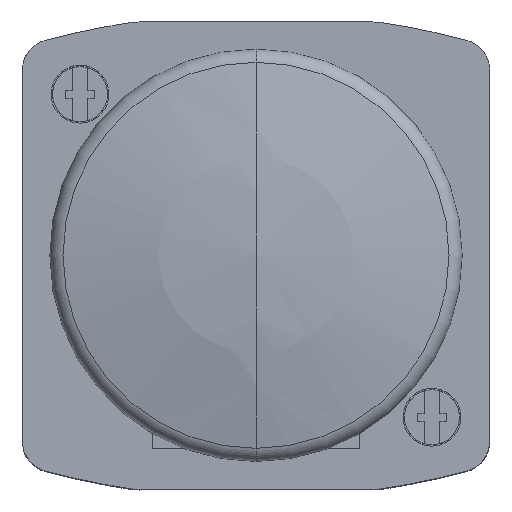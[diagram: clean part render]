
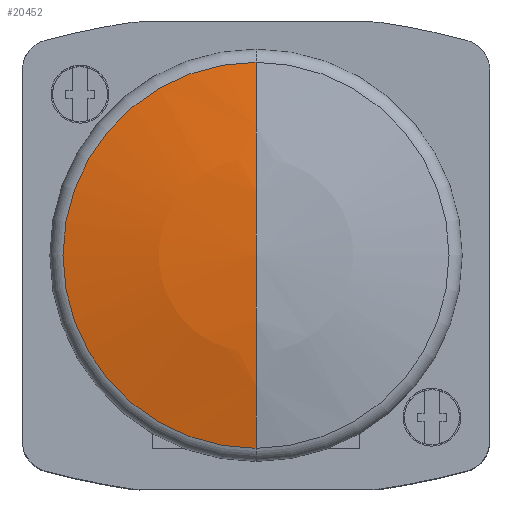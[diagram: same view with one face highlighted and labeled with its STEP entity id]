
A CAD part, top view. The second image highlights one B-rep face of the part: STEP entity #20452.
In plain terms, the highlighted spherical face has radius 120 mm.
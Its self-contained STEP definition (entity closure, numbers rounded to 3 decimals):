
#20175=CARTESIAN_POINT('',(34.,34.,83.389));
#20176=DIRECTION('',(0.,0.,-1.));
#20177=DIRECTION('',(0.,-1.,0.));
#20178=AXIS2_PLACEMENT_3D('',#20175,#20176,#20177);
#20180=CARTESIAN_POINT('',(34.,34.,
-33.278));
#20181=DIRECTION('',(1.,0.,0.));
#20182=DIRECTION('',(0.,0.,1.));
#20183=AXIS2_PLACEMENT_3D('',#20180,#20181,#20182);
#20185=CARTESIAN_POINT('',(34.,34.,
-33.278));
#20186=DIRECTION('',(-1.,0.,0.));
#20187=DIRECTION('',(0.,0.,1.));
#20188=AXIS2_PLACEMENT_3D('',#20185,#20186,#20187);
#20190=CARTESIAN_POINT('',(34.,34.,86.722));
#20191=CARTESIAN_POINT('',(34.,5.915,83.389));
#20192=VERTEX_POINT('',#20190);
#20193=VERTEX_POINT('',#20191);
#20210=CARTESIAN_POINT('',(34.,62.085,83.389));
#20211=VERTEX_POINT('',#20210);
#20440=CARTESIAN_POINT('',(34.,34.,
-33.278));
#20441=DIRECTION('',(0.,0.,-1.));
#20442=DIRECTION('',(0.,-1.,0.));
#20443=AXIS2_PLACEMENT_3D('',#20440,#20441,#20442);
#20444=SPHERICAL_SURFACE('',#20443,120.);
#20446=ORIENTED_EDGE('',*,*,#20445,.T.);
#20447=ORIENTED_EDGE('',*,*,#20435,.T.);
#20449=ORIENTED_EDGE('',*,*,#20448,.F.);
#20450=EDGE_LOOP('',(#20446,#20447,#20449));
#20451=FACE_OUTER_BOUND('',#20450,.F.);
#20179=CIRCLE('',#20178,28.085);
#20184=CIRCLE('',#20183,120.);
#20189=CIRCLE('',#20188,120.);
#20435=EDGE_CURVE('',#20193,#20211,#20179,.T.);
#20445=EDGE_CURVE('',#20192,#20193,#20184,.T.);
#20448=EDGE_CURVE('',#20192,#20211,#20189,.T.);
#20452=ADVANCED_FACE('',(#20451),#20444,.T.);
